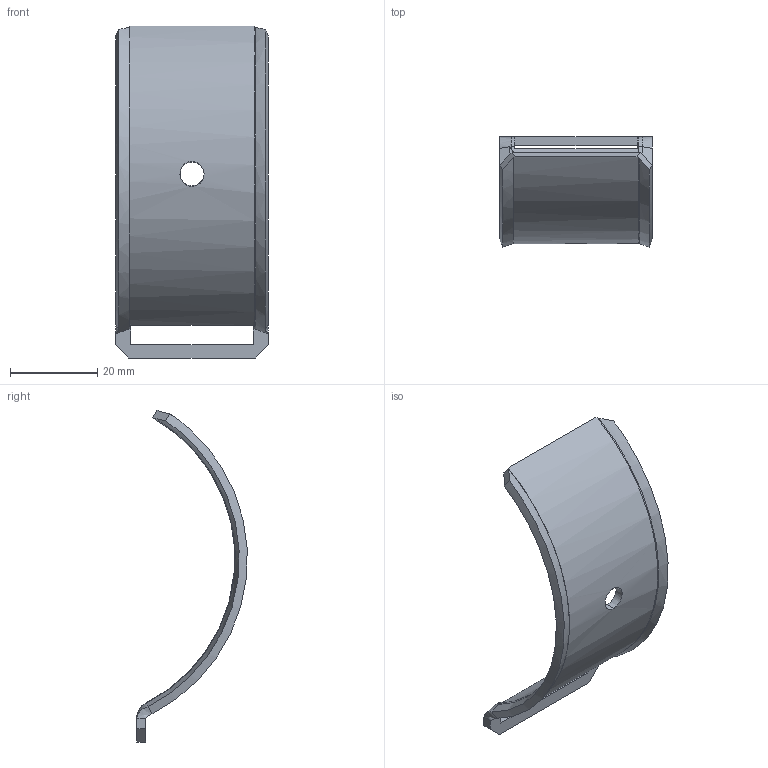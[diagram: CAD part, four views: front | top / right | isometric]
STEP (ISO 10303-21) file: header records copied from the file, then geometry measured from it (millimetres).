
FILE_DESCRIPTION((''),'2;1');
FILE_NAME('1199943','2015-11-24T',('AndreasKeweloh'),(''),'CREO PARAMETRIC BY PTC INC, 2015290','CREO PARAMETRIC BY PTC INC, 2015290','');
FILE_SCHEMA(('CONFIG_CONTROL_DESIGN'));
Length unit declared in the file: millimetre
Products named in the file (1): 1199943
Bounding box: 35 x 25.28 x 76 mm (x, y, z)
Volume: 5864.9 mm3; surface area: 6539.5 mm2
Topology: 1 solids, 1 shells, 39 faces, 114 edges, 75 vertices
Faces by surface type: plane 19, bspline 16, cylinder 4
Entity records: 2421 total; most frequent: CARTESIAN_POINT 1463, ORIENTED_EDGE 228, DIRECTION 129, EDGE_CURVE 114, VERTEX_POINT 75, VECTOR 55, LINE 55, B_SPLINE_CURVE_WITH_KNOTS 45
